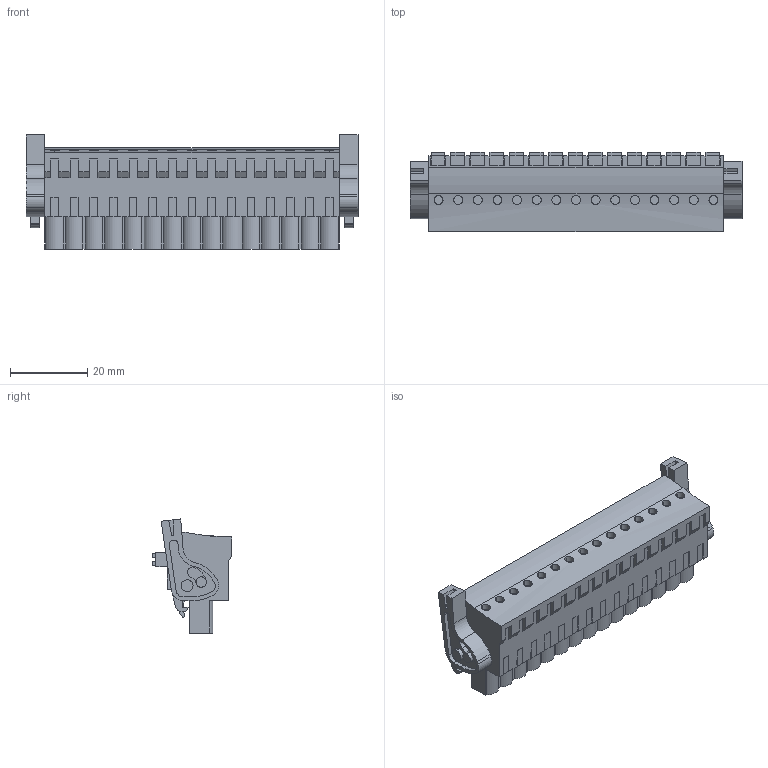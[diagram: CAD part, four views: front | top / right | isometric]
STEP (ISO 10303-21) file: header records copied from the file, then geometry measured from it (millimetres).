
FILE_DESCRIPTION(('CATIA V5 STEP Exchange','CAx-IF Rec.Pracs.--- Model Styling and Organization---1.4--- 2014-01-23'),'2;1');
FILE_NAME ('D1446341_0_1002410000_1002410000.stp','2017-09-09T07:38:04+00:00',('none'),('Weidmueller'),'CATIA Version 5-6 Release 2016','CATIA V5 STEP AP214','none');
FILE_SCHEMA(('AUTOMOTIVE_DESIGN { 1 0 10303 214 1 1 1 1 }'));
Length unit declared in the file: millimetre
Products named in the file (1): 1002410000
Bounding box: 85.9 x 20.64 x 29.52 mm (x, y, z)
Volume: 24381.6 mm3; surface area: 11617.8 mm2
Topology: 18 solids, 18 shells, 1091 faces, 3120 edges, 2135 vertices
Faces by surface type: plane 843, cylinder 238, extrusion 10
Entity records: 32939 total; most frequent: CARTESIAN_POINT 6407, ORIENTED_EDGE 6240, DIRECTION 4191, EDGE_CURVE 3120, VECTOR 2567, LINE 2557, VERTEX_POINT 2135, EDGE_LOOP 1169
